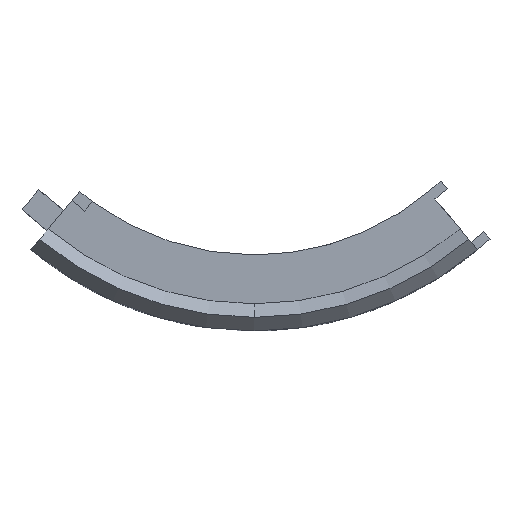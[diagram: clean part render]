
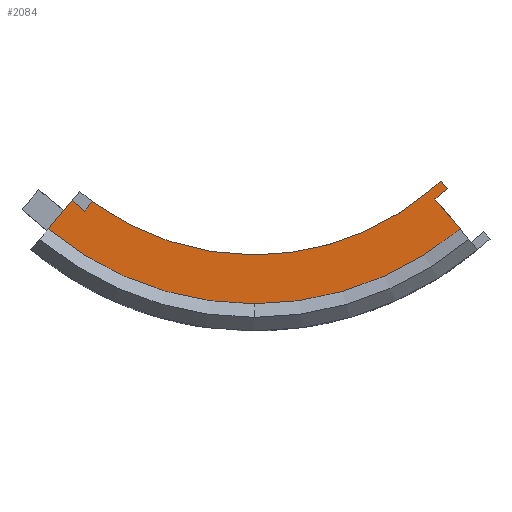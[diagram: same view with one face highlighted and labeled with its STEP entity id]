
A CAD part, front view. The second image highlights one B-rep face of the part: STEP entity #2084.
In plain terms, the highlighted planar face has unit normal (0, -1, 0).
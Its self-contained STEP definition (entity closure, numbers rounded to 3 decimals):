
#67 = AXIS2_PLACEMENT_3D ( 'NONE', #2247, #3791, #1006 ) ;
#71 = DIRECTION ( 'NONE',  ( 0.643, 0., 0.766 ) ) ;
#97 = ORIENTED_EDGE ( 'NONE', *, *, #2271, .T. ) ;
#103 = CARTESIAN_POINT ( 'NONE',  ( 0., -5., 0. ) ) ;
#155 = CARTESIAN_POINT ( 'NONE',  ( 34.438, -5., -36.374 ) ) ;
#178 = EDGE_CURVE ( 'NONE', #1531, #3944, #193, .T. ) ;
#193 = CIRCLE ( 'NONE', #1723, 50. ) ;
#298 = VECTOR ( 'NONE', #2101, 1000. ) ;
#318 = VECTOR ( 'NONE', #869, 1000. ) ;
#319 = VERTEX_POINT ( 'NONE', #952 ) ;
#384 = DIRECTION ( 'NONE',  ( 0., 0., -1. ) ) ;
#389 = CARTESIAN_POINT ( 'NONE',  ( -31.255, -5., -41.916 ) ) ;
#395 = ORIENTED_EDGE ( 'NONE', *, *, #1925, .T. ) ;
#435 = DIRECTION ( 'NONE',  ( 0., 0., -1. ) ) ;
#527 = VECTOR ( 'NONE', #71, 1000. ) ;
#855 = VERTEX_POINT ( 'NONE', #1784 ) ;
#869 = DIRECTION ( 'NONE',  ( 0.643, 0., -0.766 ) ) ;
#884 = EDGE_LOOP ( 'NONE', ( #97, #395, #2468, #2574, #4220, #2388, #1187, #1535, #2303, #2185, #1587 ) ) ;
#893 = DIRECTION ( 'NONE',  ( -0.643, 0., -0.766 ) ) ;
#915 = CARTESIAN_POINT ( 'NONE',  ( -28.556, -5., -38.698 ) ) ;
#938 = LINE ( 'NONE', #2460, #1097 ) ;
#952 = CARTESIAN_POINT ( 'NONE',  ( -31.255, -5., -41.916 ) ) ;
#965 = CARTESIAN_POINT ( 'NONE',  ( 35.595, -5., -37.753 ) ) ;
#1006 = DIRECTION ( 'NONE',  ( 0., 0., -1. ) ) ;
#1041 = EDGE_CURVE ( 'NONE', #1940, #2196, #1273, .T. ) ;
#1097 = VECTOR ( 'NONE', #893, 1000. ) ;
#1107 = VECTOR ( 'NONE', #3971, 1000. ) ;
#1152 = EDGE_CURVE ( 'NONE', #319, #4327, #4389, .T. ) ;
#1162 = CARTESIAN_POINT ( 'NONE',  ( 0., -5., 0. ) ) ;
#1187 = ORIENTED_EDGE ( 'NONE', *, *, #4159, .F. ) ;
#1193 = CIRCLE ( 'NONE', #4180, 50. ) ;
#1223 = DIRECTION ( 'NONE',  ( -0.766, 0., -0.643 ) ) ;
#1273 = LINE ( 'NONE', #4718, #1808 ) ;
#1470 = CARTESIAN_POINT ( 'NONE',  ( -29.783, -5., -40.162 ) ) ;
#1531 = VERTEX_POINT ( 'NONE', #1978 ) ;
#1535 = ORIENTED_EDGE ( 'NONE', *, *, #3597, .T. ) ;
#1579 = CARTESIAN_POINT ( 'NONE',  ( 32.139, -5., -38.302 ) ) ;
#1587 = ORIENTED_EDGE ( 'NONE', *, *, #1152, .F. ) ;
#1596 = DIRECTION ( 'NONE',  ( 0., -1., 0. ) ) ;
#1723 = AXIS2_PLACEMENT_3D ( 'NONE', #3155, #4273, #2347 ) ;
#1784 = CARTESIAN_POINT ( 'NONE',  ( 34.438, -5., -36.374 ) ) ;
#1808 = VECTOR ( 'NONE', #1223, 1000. ) ;
#1925 = EDGE_CURVE ( 'NONE', #4431, #3116, #938, .T. ) ;
#1940 = VERTEX_POINT ( 'NONE', #965 ) ;
#1944 = VERTEX_POINT ( 'NONE', #2126 ) ;
#1978 = CARTESIAN_POINT ( 'NONE',  ( 0., -5., -50. ) ) ;
#2084 = ADVANCED_FACE ( 'NONE', ( #3115 ), #3898, .T. ) ;
#2101 = DIRECTION ( 'NONE',  ( -0.766, 0., 0.643 ) ) ;
#2126 = CARTESIAN_POINT ( 'NONE',  ( 0., -5., -59. ) ) ;
#2185 = ORIENTED_EDGE ( 'NONE', *, *, #3156, .F. ) ;
#2196 = VERTEX_POINT ( 'NONE', #3661 ) ;
#2229 = EDGE_CURVE ( 'NONE', #3116, #1944, #4171, .T. ) ;
#2247 = CARTESIAN_POINT ( 'NONE',  ( 0., -5., 0. ) ) ;
#2271 = EDGE_CURVE ( 'NONE', #319, #4431, #3850, .T. ) ;
#2273 = LINE ( 'NONE', #3816, #2573 ) ;
#2303 = ORIENTED_EDGE ( 'NONE', *, *, #178, .F. ) ;
#2347 = DIRECTION ( 'NONE',  ( 0., 0., -1. ) ) ;
#2383 = VERTEX_POINT ( 'NONE', #4107 ) ;
#2388 = ORIENTED_EDGE ( 'NONE', *, *, #1041, .F. ) ;
#2460 = CARTESIAN_POINT ( 'NONE',  ( -32.139, -5., -38.302 ) ) ;
#2468 = ORIENTED_EDGE ( 'NONE', *, *, #2229, .T. ) ;
#2469 = LINE ( 'NONE', #155, #1107 ) ;
#2573 = VECTOR ( 'NONE', #3112, 1000. ) ;
#2574 = ORIENTED_EDGE ( 'NONE', *, *, #3634, .T. ) ;
#2816 = AXIS2_PLACEMENT_3D ( 'NONE', #103, #4890, #4778 ) ;
#3092 = CARTESIAN_POINT ( 'NONE',  ( -33.554, -5., -39.988 ) ) ;
#3112 = DIRECTION ( 'NONE',  ( 0.643, 0., -0.766 ) ) ;
#3115 = FACE_OUTER_BOUND ( 'NONE', #884, .T. ) ;
#3116 = VERTEX_POINT ( 'NONE', #4506 ) ;
#3149 = LINE ( 'NONE', #3526, #318 ) ;
#3155 = CARTESIAN_POINT ( 'NONE',  ( 0., -5., 0. ) ) ;
#3156 = EDGE_CURVE ( 'NONE', #4327, #1531, #1193, .T. ) ;
#3217 = CIRCLE ( 'NONE', #2816, 59. ) ;
#3526 = CARTESIAN_POINT ( 'NONE',  ( 34.438, -5., -36.374 ) ) ;
#3597 = EDGE_CURVE ( 'NONE', #855, #3944, #2469, .T. ) ;
#3634 = EDGE_CURVE ( 'NONE', #1944, #2383, #3217, .T. ) ;
#3661 = CARTESIAN_POINT ( 'NONE',  ( 33.296, -5., -39.681 ) ) ;
#3791 = DIRECTION ( 'NONE',  ( 0., -1., 0. ) ) ;
#3816 = CARTESIAN_POINT ( 'NONE',  ( 32.139, -5., -38.302 ) ) ;
#3820 = CARTESIAN_POINT ( 'NONE',  ( -32.139, -5., -38.302 ) ) ;
#3850 = LINE ( 'NONE', #389, #298 ) ;
#3898 = PLANE ( 'NONE',  #4900 ) ;
#3944 = VERTEX_POINT ( 'NONE', #1579 ) ;
#3971 = DIRECTION ( 'NONE',  ( -0.766, 0., -0.643 ) ) ;
#4107 = CARTESIAN_POINT ( 'NONE',  ( 37.924, -5., -45.197 ) ) ;
#4159 = EDGE_CURVE ( 'NONE', #855, #1940, #3149, .T. ) ;
#4171 = CIRCLE ( 'NONE', #67, 59. ) ;
#4180 = AXIS2_PLACEMENT_3D ( 'NONE', #1162, #1596, #384 ) ;
#4220 = ORIENTED_EDGE ( 'NONE', *, *, #4707, .F. ) ;
#4273 = DIRECTION ( 'NONE',  ( 0., -1., 0. ) ) ;
#4327 = VERTEX_POINT ( 'NONE', #1470 ) ;
#4389 = LINE ( 'NONE', #915, #527 ) ;
#4431 = VERTEX_POINT ( 'NONE', #3092 ) ;
#4506 = CARTESIAN_POINT ( 'NONE',  ( -37.924, -5., -45.197 ) ) ;
#4657 = DIRECTION ( 'NONE',  ( 0., -1., 0. ) ) ;
#4707 = EDGE_CURVE ( 'NONE', #2196, #2383, #2273, .T. ) ;
#4718 = CARTESIAN_POINT ( 'NONE',  ( 35.595, -5., -37.753 ) ) ;
#4778 = DIRECTION ( 'NONE',  ( 0., 0., -1. ) ) ;
#4890 = DIRECTION ( 'NONE',  ( 0., -1., 0. ) ) ;
#4900 = AXIS2_PLACEMENT_3D ( 'NONE', #3820, #4657, #435 ) ;
